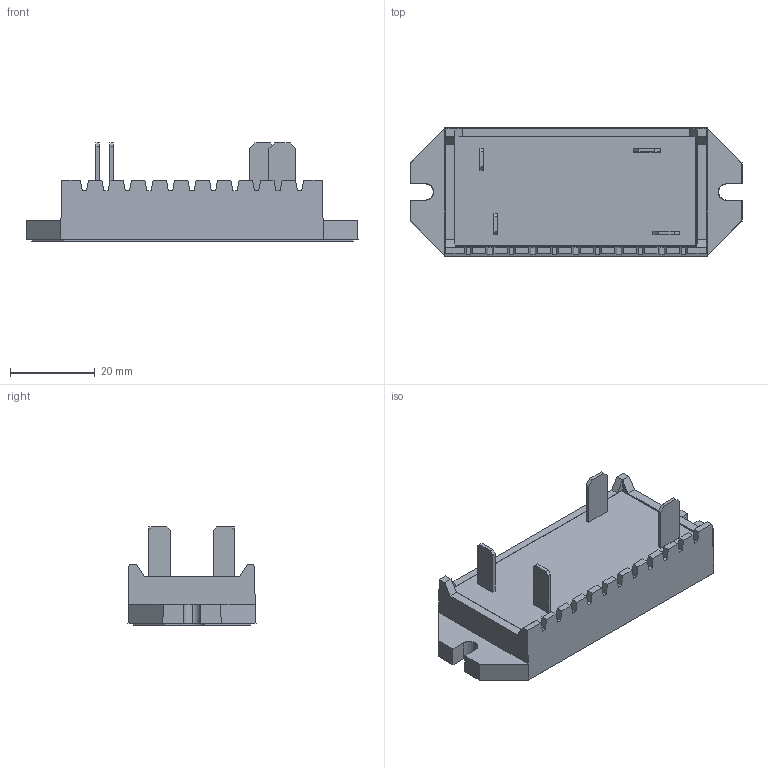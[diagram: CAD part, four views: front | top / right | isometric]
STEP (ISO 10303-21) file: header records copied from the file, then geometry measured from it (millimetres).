
FILE_DESCRIPTION (( 'STEP AP214' ), '1' );
FILE_NAME ('101501.STEP', '2011-08-18T22:01:27', ( 'LALo' ), ( 'Edi Foundation' ), 'SwSTEP 2.0', 'SolidWorks 2011', '' );
FILE_SCHEMA (( 'AUTOMOTIVE_DESIGN' ));
Length unit declared in the file: inch
Products named in the file (1): 101501
Bounding box: 78.38 x 30.23 x 23.14 mm (x, y, z)
Surface area: 15343.7 mm2 (no closed solid volume)
Topology: 0 solids, 158 shells, 158 faces, 852 edges, 852 vertices
Faces by surface type: plane 149, cone 9
Entity records: 9521 total; most frequent: CARTESIAN_POINT 2877, DIRECTION 924, EDGE_CURVE 852, VERTEX_POINT 852, ORIENTED_EDGE 852, LINE 570, VECTOR 570, B_SPLINE_CURVE_WITH_KNOTS 264
